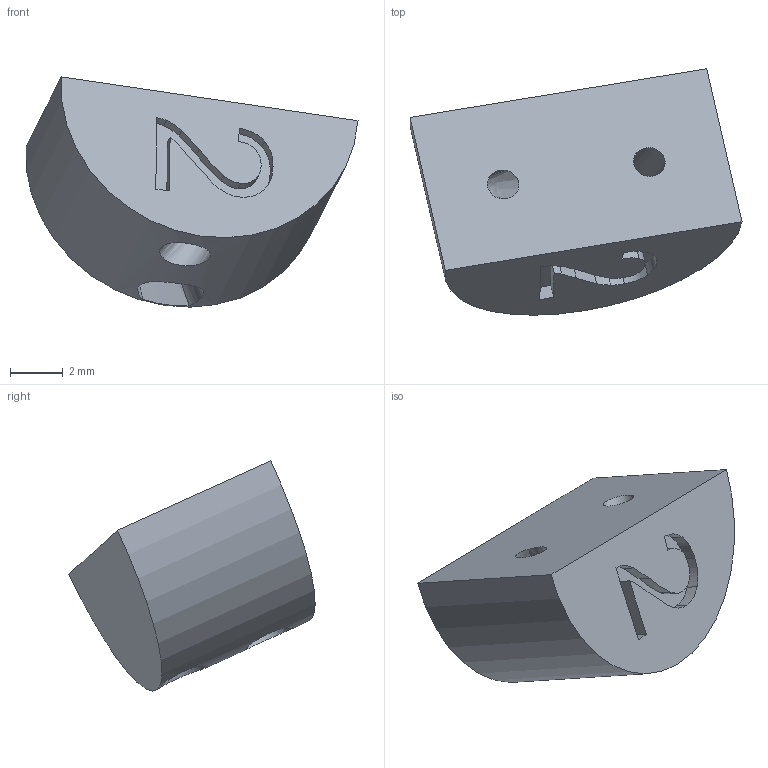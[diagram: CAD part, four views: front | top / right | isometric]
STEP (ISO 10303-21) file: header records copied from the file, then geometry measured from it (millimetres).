
FILE_DESCRIPTION(/* description */ (''),/* implementation_level */ '2;1');
FILE_NAME(/* name */ 'wireBlocker2.step',/* time_stamp */ '2025-04-19T08:11:47+02:00',/* author */ (''),/* organization */ (''),/* preprocessor_version */ 'ST-DEVELOPER v20.1',/* originating_system */ 'Autodesk Translation Framework v14.4.0.0',/* authorisation */ '');
FILE_SCHEMA (('AUTOMOTIVE_DESIGN { 1 0 10303 214 3 1 1 }'));
Length unit declared in the file: millimetre
Products named in the file (1): wireBlocker
Bounding box: 12.56 x 9.32 x 8.71 mm (x, y, z)
Volume: 308.2 mm3; surface area: 362.6 mm2
Topology: 1 solids, 1 shells, 30 faces, 81 edges, 54 vertices
Faces by surface type: bspline 21, plane 8, cylinder 1
Entity records: 1585 total; most frequent: CARTESIAN_POINT 930, ORIENTED_EDGE 162, EDGE_CURVE 81, DIRECTION 61, VERTEX_POINT 54, B_SPLINE_CURVE_WITH_KNOTS 42, LINE 37, VECTOR 37
